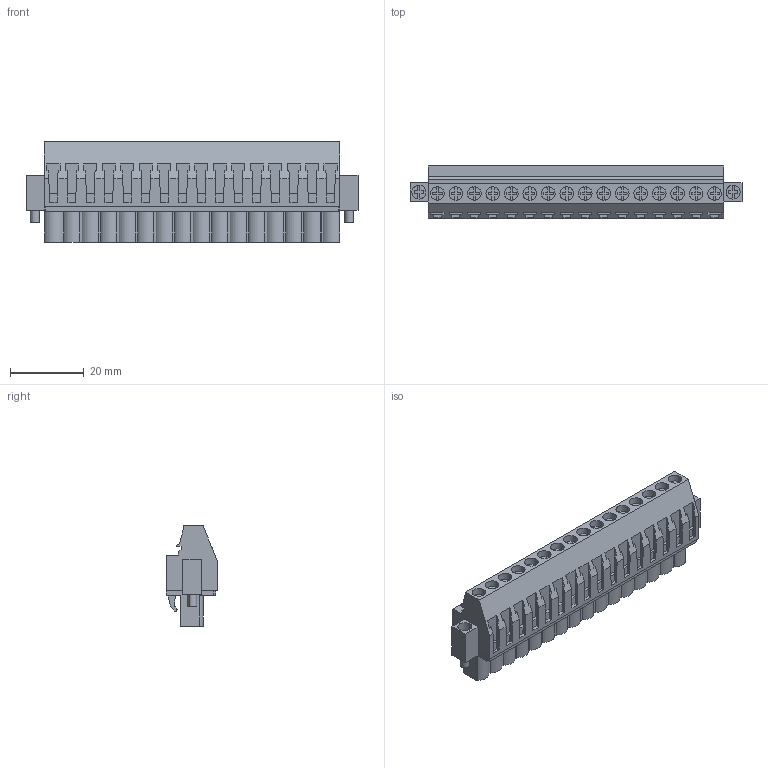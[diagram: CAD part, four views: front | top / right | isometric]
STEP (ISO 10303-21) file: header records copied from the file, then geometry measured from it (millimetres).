
FILE_DESCRIPTION(('CATIA V5 STEP Exchange','CAx-IF Rec.Pracs.--- Model Styling and Organization---1.2---2011-12-15'),'2;1');
FILE_NAME ('D1460480_0_1959330000_1959330000.stp','2017-09-20T14:56:25+00:00',('none'),('Weidmueller'),'CATIA Version 5-6 Release 2014','CATIA V5 STEP AP214','none');
FILE_SCHEMA(('AUTOMOTIVE_DESIGN { 1 0 10303 214 1 1 1 1 }'));
Length unit declared in the file: millimetre
Products named in the file (1): 1959330000
Bounding box: 89.8 x 14.05 x 27.2 mm (x, y, z)
Volume: 18623.8 mm3; surface area: 11248.1 mm2
Topology: 19 solids, 19 shells, 1078 faces, 2968 edges, 1999 vertices
Faces by surface type: plane 906, cylinder 162, extrusion 10
Entity records: 31497 total; most frequent: ORIENTED_EDGE 5936, CARTESIAN_POINT 5779, DIRECTION 4178, EDGE_CURVE 2968, VECTOR 2550, LINE 2540, VERTEX_POINT 1999, EDGE_LOOP 1154
